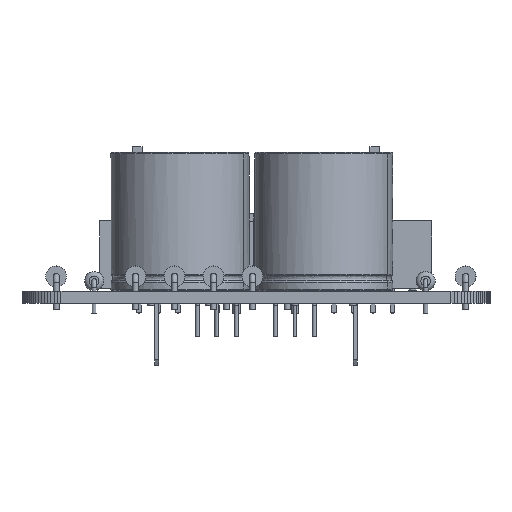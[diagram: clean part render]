
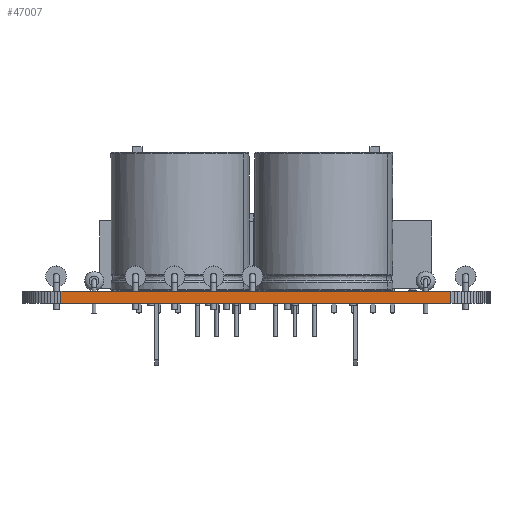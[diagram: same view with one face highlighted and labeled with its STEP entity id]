
A CAD part, left-side view. The second image highlights one B-rep face of the part: STEP entity #47007.
In plain terms, the highlighted planar face has unit normal (-1, 0, 0).
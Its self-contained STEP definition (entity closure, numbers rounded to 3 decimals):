
#32553 = PLANE('',#32554);
#32554 = AXIS2_PLACEMENT_3D('',#32555,#32556,#32557);
#32555 = CARTESIAN_POINT('',(151.511,-101.854,1.58));
#32556 = DIRECTION('',(-0.,-0.,-1.));
#32557 = DIRECTION('',(-1.,0.,0.));
#32607 = PLANE('',#32608);
#32608 = AXIS2_PLACEMENT_3D('',#32609,#32610,#32611);
#32609 = CARTESIAN_POINT('',(151.511,-101.854,0.));
#32610 = DIRECTION('',(-0.,-0.,-1.));
#32611 = DIRECTION('',(-1.,0.,0.));
#34228 = VERTEX_POINT('',#34229);
#34229 = CARTESIAN_POINT('',(79.756,-127.254,0.));
#34243 = PLANE('',#34244);
#34244 = AXIS2_PLACEMENT_3D('',#34245,#34246,#34247);
#34245 = CARTESIAN_POINT('',(79.775,-127.697,0.));
#34246 = DIRECTION('',(-0.999,-0.044,0.));
#34247 = DIRECTION('',(-0.044,0.999,0.));
#34255 = EDGE_CURVE('',#34228,#34256,#34258,.T.);
#34256 = VERTEX_POINT('',#34257);
#34257 = CARTESIAN_POINT('',(79.756,-76.454,0.));
#34258 = SURFACE_CURVE('',#34259,(#34263,#34270),.PCURVE_S1.);
#34259 = LINE('',#34260,#34261);
#34260 = CARTESIAN_POINT('',(79.756,-127.254,0.));
#34261 = VECTOR('',#34262,1.);
#34262 = DIRECTION('',(0.,1.,0.));
#34263 = PCURVE('',#32607,#34264);
#34264 = DEFINITIONAL_REPRESENTATION('',(#34265),#34269);
#34265 = LINE('',#34266,#34267);
#34266 = CARTESIAN_POINT('',(71.755,-25.4));
#34267 = VECTOR('',#34268,1.);
#34268 = DIRECTION('',(0.,1.));
#34269 = ( GEOMETRIC_REPRESENTATION_CONTEXT(2) 
PARAMETRIC_REPRESENTATION_CONTEXT() REPRESENTATION_CONTEXT('2D SPACE',''
  ) );
#34270 = PCURVE('',#34271,#34276);
#34271 = PLANE('',#34272);
#34272 = AXIS2_PLACEMENT_3D('',#34273,#34274,#34275);
#34273 = CARTESIAN_POINT('',(79.756,-127.254,0.));
#34274 = DIRECTION('',(-1.,0.,0.));
#34275 = DIRECTION('',(0.,1.,0.));
#34276 = DEFINITIONAL_REPRESENTATION('',(#34277),#34281);
#34277 = LINE('',#34278,#34279);
#34278 = CARTESIAN_POINT('',(0.,0.));
#34279 = VECTOR('',#34280,1.);
#34280 = DIRECTION('',(1.,0.));
#34281 = ( GEOMETRIC_REPRESENTATION_CONTEXT(2) 
PARAMETRIC_REPRESENTATION_CONTEXT() REPRESENTATION_CONTEXT('2D SPACE',''
  ) );
#34299 = PLANE('',#34300);
#34300 = AXIS2_PLACEMENT_3D('',#34301,#34302,#34303);
#34301 = CARTESIAN_POINT('',(79.756,-76.454,0.));
#34302 = DIRECTION('',(-0.999,0.044,0.));
#34303 = DIRECTION('',(0.044,0.999,0.));
#41121 = VERTEX_POINT('',#41122);
#41122 = CARTESIAN_POINT('',(79.756,-127.254,1.58));
#41143 = EDGE_CURVE('',#41121,#41144,#41146,.T.);
#41144 = VERTEX_POINT('',#41145);
#41145 = CARTESIAN_POINT('',(79.756,-76.454,1.58));
#41146 = SURFACE_CURVE('',#41147,(#41151,#41158),.PCURVE_S1.);
#41147 = LINE('',#41148,#41149);
#41148 = CARTESIAN_POINT('',(79.756,-127.254,1.58));
#41149 = VECTOR('',#41150,1.);
#41150 = DIRECTION('',(0.,1.,0.));
#41151 = PCURVE('',#32553,#41152);
#41152 = DEFINITIONAL_REPRESENTATION('',(#41153),#41157);
#41153 = LINE('',#41154,#41155);
#41154 = CARTESIAN_POINT('',(71.755,-25.4));
#41155 = VECTOR('',#41156,1.);
#41156 = DIRECTION('',(0.,1.));
#41157 = ( GEOMETRIC_REPRESENTATION_CONTEXT(2) 
PARAMETRIC_REPRESENTATION_CONTEXT() REPRESENTATION_CONTEXT('2D SPACE',''
  ) );
#41158 = PCURVE('',#34271,#41159);
#41159 = DEFINITIONAL_REPRESENTATION('',(#41160),#41164);
#41160 = LINE('',#41161,#41162);
#41161 = CARTESIAN_POINT('',(0.,-1.58));
#41162 = VECTOR('',#41163,1.);
#41163 = DIRECTION('',(1.,0.));
#41164 = ( GEOMETRIC_REPRESENTATION_CONTEXT(2) 
PARAMETRIC_REPRESENTATION_CONTEXT() REPRESENTATION_CONTEXT('2D SPACE',''
  ) );
#46957 = EDGE_CURVE('',#34256,#41144,#46958,.T.);
#46958 = SURFACE_CURVE('',#46959,(#46963,#46970),.PCURVE_S1.);
#46959 = LINE('',#46960,#46961);
#46960 = CARTESIAN_POINT('',(79.756,-76.454,0.));
#46961 = VECTOR('',#46962,1.);
#46962 = DIRECTION('',(0.,0.,1.));
#46963 = PCURVE('',#34299,#46964);
#46964 = DEFINITIONAL_REPRESENTATION('',(#46965),#46969);
#46965 = LINE('',#46966,#46967);
#46966 = CARTESIAN_POINT('',(0.,0.));
#46967 = VECTOR('',#46968,1.);
#46968 = DIRECTION('',(0.,-1.));
#46969 = ( GEOMETRIC_REPRESENTATION_CONTEXT(2) 
PARAMETRIC_REPRESENTATION_CONTEXT() REPRESENTATION_CONTEXT('2D SPACE',''
  ) );
#46970 = PCURVE('',#34271,#46971);
#46971 = DEFINITIONAL_REPRESENTATION('',(#46972),#46976);
#46972 = LINE('',#46973,#46974);
#46973 = CARTESIAN_POINT('',(50.8,0.));
#46974 = VECTOR('',#46975,1.);
#46975 = DIRECTION('',(0.,-1.));
#46976 = ( GEOMETRIC_REPRESENTATION_CONTEXT(2) 
PARAMETRIC_REPRESENTATION_CONTEXT() REPRESENTATION_CONTEXT('2D SPACE',''
  ) );
#47007 = ADVANCED_FACE('',(#47008),#34271,.T.);
#47008 = FACE_BOUND('',#47009,.T.);
#47009 = EDGE_LOOP('',(#47010,#47031,#47032,#47033));
#47010 = ORIENTED_EDGE('',*,*,#47011,.T.);
#47011 = EDGE_CURVE('',#34228,#41121,#47012,.T.);
#47012 = SURFACE_CURVE('',#47013,(#47017,#47024),.PCURVE_S1.);
#47013 = LINE('',#47014,#47015);
#47014 = CARTESIAN_POINT('',(79.756,-127.254,0.));
#47015 = VECTOR('',#47016,1.);
#47016 = DIRECTION('',(0.,0.,1.));
#47017 = PCURVE('',#34271,#47018);
#47018 = DEFINITIONAL_REPRESENTATION('',(#47019),#47023);
#47019 = LINE('',#47020,#47021);
#47020 = CARTESIAN_POINT('',(0.,0.));
#47021 = VECTOR('',#47022,1.);
#47022 = DIRECTION('',(0.,-1.));
#47023 = ( GEOMETRIC_REPRESENTATION_CONTEXT(2) 
PARAMETRIC_REPRESENTATION_CONTEXT() REPRESENTATION_CONTEXT('2D SPACE',''
  ) );
#47024 = PCURVE('',#34243,#47025);
#47025 = DEFINITIONAL_REPRESENTATION('',(#47026),#47030);
#47026 = LINE('',#47027,#47028);
#47027 = CARTESIAN_POINT('',(0.443,0.));
#47028 = VECTOR('',#47029,1.);
#47029 = DIRECTION('',(0.,-1.));
#47030 = ( GEOMETRIC_REPRESENTATION_CONTEXT(2) 
PARAMETRIC_REPRESENTATION_CONTEXT() REPRESENTATION_CONTEXT('2D SPACE',''
  ) );
#47031 = ORIENTED_EDGE('',*,*,#41143,.T.);
#47032 = ORIENTED_EDGE('',*,*,#46957,.F.);
#47033 = ORIENTED_EDGE('',*,*,#34255,.F.);
